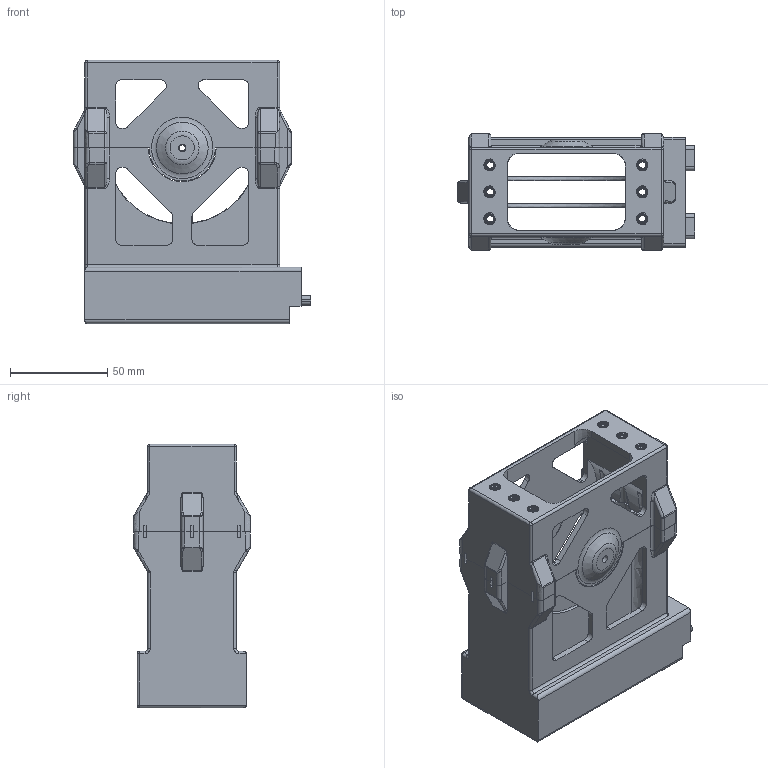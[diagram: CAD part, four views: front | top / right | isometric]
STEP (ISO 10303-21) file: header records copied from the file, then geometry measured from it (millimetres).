
FILE_DESCRIPTION(/* description */ (''),/* implementation_level */ '2;1');
FILE_NAME(/* name */ 'Carrot Quiver Lite Rotated Fixed with 6mm magnets.step',/* time_stamp */ '2023-03-19T12:23:22+13:00',/* author */ (''),/* organization */ (''),/* preprocessor_version */ 'ST-DEVELOPER v19.2',/* originating_system */ 'Autodesk Translation Framework v11.17.0.187',/* authorisation */ '');
FILE_SCHEMA (('AUTOMOTIVE_DESIGN { 1 0 10303 214 3 1 1 }'));
Length unit declared in the file: millimetre
Products named in the file (5): TopMount-6mmMagnets; Top Mount (1); Top Mount; Carrot Qwiver Fixed Geometry v5; Wheel Block M3 Heat Set
Assembly tree (4 placements, depth 3):
  TopMount-6mmMagnets
    Top Mount (1)
      Top Mount
    Carrot Qwiver Fixed Geometry v5
      Wheel Block M3 Heat Set
Bounding box: 122 x 60 x 135.3 mm (x, y, z)
Volume: 232176.4 mm3; surface area: 93432 mm2
Topology: 2 solids, 2 shells, 605 faces, 1671 edges, 1066 vertices
Faces by surface type: cylinder 266, plane 229, bspline 70, torus 20, sphere 10, cone 10
Full cylindrical faces by diameter (mm): 2.7 x2, 3.1 x2, 3.8 x2, 4 x6, 5 x1, 5.035 x12, 5.5 x2, 6.147 x12, 9 x1
Entity records: 26569 total; most frequent: CARTESIAN_POINT 11162, ORIENTED_EDGE 3334, DIRECTION 3085, EDGE_CURVE 1667, AXIS2_PLACEMENT_3D 1100, VERTEX_POINT 1066, LINE 885, VECTOR 885
